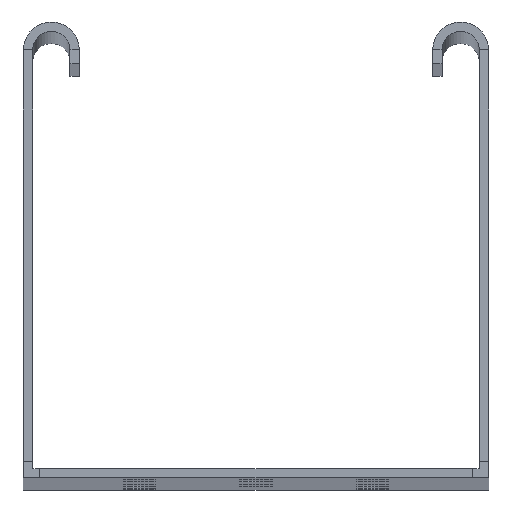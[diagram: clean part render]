
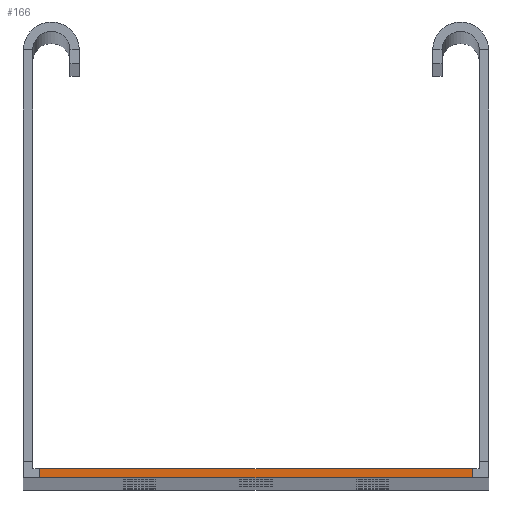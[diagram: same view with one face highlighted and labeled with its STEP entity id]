
A CAD part, top view. The second image highlights one B-rep face of the part: STEP entity #166.
In plain terms, the highlighted planar face has unit normal (0, 0, 1).
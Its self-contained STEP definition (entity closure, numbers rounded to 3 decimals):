
#166 = ADVANCED_FACE ( 'NONE', ( #5641 ), #8469, .T. ) ;
#169 = LINE ( 'NONE', #4946, #5877 ) ;
#221 = VERTEX_POINT ( 'NONE', #5046 ) ;
#476 = AXIS2_PLACEMENT_3D ( 'NONE', #1665, #5836, #2987 ) ;
#1162 = VECTOR ( 'NONE', #6302, 1000. ) ;
#1255 = CARTESIAN_POINT ( 'NONE',  ( 46.5, 0., 1500. ) ) ;
#1482 = DIRECTION ( 'NONE',  ( 1., 0., 0. ) ) ;
#1612 = VERTEX_POINT ( 'NONE', #2755 ) ;
#1665 = CARTESIAN_POINT ( 'NONE',  ( -50., 1.5, 1500. ) ) ;
#1755 = EDGE_CURVE ( 'NONE', #5589, #221, #7005, .T. ) ;
#2407 = VECTOR ( 'NONE', #4821, 1000. ) ;
#2418 = ORIENTED_EDGE ( 'NONE', *, *, #1755, .T. ) ;
#2509 = CARTESIAN_POINT ( 'NONE',  ( -46.5, 0., 1500. ) ) ;
#2755 = CARTESIAN_POINT ( 'NONE',  ( 46.5, -2., 1500. ) ) ;
#2987 = DIRECTION ( 'NONE',  ( 1., 0., 0. ) ) ;
#3756 = CARTESIAN_POINT ( 'NONE',  ( -48., 0., 1500. ) ) ;
#3865 = VECTOR ( 'NONE', #5305, 1000. ) ;
#4173 = VERTEX_POINT ( 'NONE', #1255 ) ;
#4347 = LINE ( 'NONE', #5559, #2407 ) ;
#4374 = ORIENTED_EDGE ( 'NONE', *, *, #8128, .F. ) ;
#4821 = DIRECTION ( 'NONE',  ( 0., 1., 0. ) ) ;
#4938 = EDGE_CURVE ( 'NONE', #221, #1612, #169, .T. ) ;
#4946 = CARTESIAN_POINT ( 'NONE',  ( -48., -2., 1500. ) ) ;
#5046 = CARTESIAN_POINT ( 'NONE',  ( -46.5, -2., 1500. ) ) ;
#5305 = DIRECTION ( 'NONE',  ( 1., 0., 0. ) ) ;
#5506 = EDGE_LOOP ( 'NONE', ( #4374, #2418, #7578, #6143 ) ) ;
#5508 = LINE ( 'NONE', #3756, #3865 ) ;
#5559 = CARTESIAN_POINT ( 'NONE',  ( 46.5, -2., 1500. ) ) ;
#5589 = VERTEX_POINT ( 'NONE', #2509 ) ;
#5641 = FACE_OUTER_BOUND ( 'NONE', #5506, .T. ) ;
#5836 = DIRECTION ( 'NONE',  ( 0., 0., 1. ) ) ;
#5877 = VECTOR ( 'NONE', #1482, 1000. ) ;
#5900 = EDGE_CURVE ( 'NONE', #1612, #4173, #4347, .T. ) ;
#6143 = ORIENTED_EDGE ( 'NONE', *, *, #5900, .T. ) ;
#6302 = DIRECTION ( 'NONE',  ( 0., -1., 0. ) ) ;
#7005 = LINE ( 'NONE', #8381, #1162 ) ;
#7578 = ORIENTED_EDGE ( 'NONE', *, *, #4938, .T. ) ;
#8128 = EDGE_CURVE ( 'NONE', #5589, #4173, #5508, .T. ) ;
#8381 = CARTESIAN_POINT ( 'NONE',  ( -46.5, 0., 1500. ) ) ;
#8469 = PLANE ( 'NONE',  #476 ) ;
